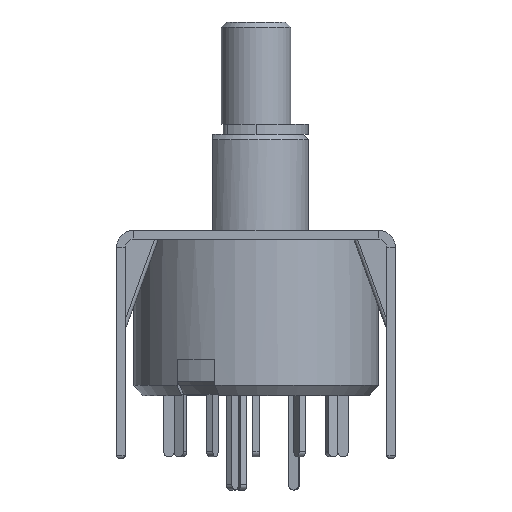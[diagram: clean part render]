
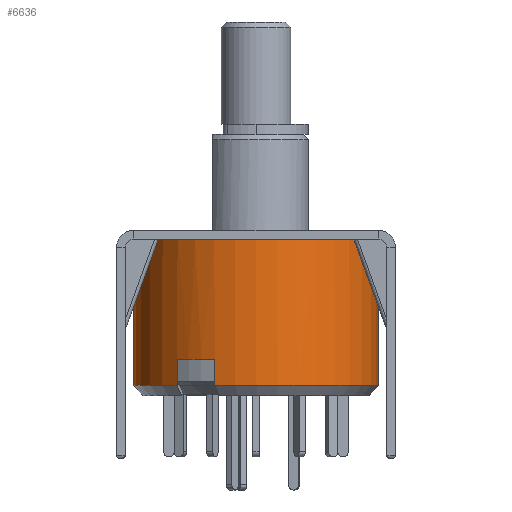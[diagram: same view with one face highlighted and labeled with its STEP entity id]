
A CAD part, front view. The second image highlights one B-rep face of the part: STEP entity #6636.
In plain terms, the highlighted cylindrical face has radius 7 mm (diameter 14 mm), a partial arc.
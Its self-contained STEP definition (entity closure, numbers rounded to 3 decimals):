
#178 = LINE ( 'NONE', #6536, #8319 ) ;
#386 = CARTESIAN_POINT ( 'NONE',  ( 0., 0., 0.95 ) ) ;
#459 = DIRECTION ( 'NONE',  ( 0., 0., -1. ) ) ;
#899 = ORIENTED_EDGE ( 'NONE', *, *, #1321, .F. ) ;
#1026 = ORIENTED_EDGE ( 'NONE', *, *, #8671, .T. ) ;
#1108 = AXIS2_PLACEMENT_3D ( 'NONE', #10910, #459, #13032 ) ;
#1321 = EDGE_CURVE ( 'NONE', #1516, #5018, #4307, .T. ) ;
#1408 = CARTESIAN_POINT ( 'NONE',  ( -7., 0., 9. ) ) ;
#1516 = VERTEX_POINT ( 'NONE', #7907 ) ;
#1718 = CARTESIAN_POINT ( 'NONE',  ( 0., 0., -7.4 ) ) ;
#1812 = CIRCLE ( 'NONE', #12211, 7. ) ;
#2037 = CYLINDRICAL_SURFACE ( 'NONE', #1108, 7. ) ;
#2209 = CARTESIAN_POINT ( 'NONE',  ( -4.526, -5.34, -5.9 ) ) ;
#2351 = VERTEX_POINT ( 'NONE', #10567 ) ;
#2553 = DIRECTION ( 'NONE',  ( 0., 0., -1. ) ) ;
#2708 = CIRCLE ( 'NONE', #4312, 7. ) ;
#2732 = DIRECTION ( 'NONE',  ( -1., 0., 0. ) ) ;
#3002 = DIRECTION ( 'NONE',  ( 0., 0., -1. ) ) ;
#3098 = FACE_OUTER_BOUND ( 'NONE', #10885, .T. ) ;
#3102 = ORIENTED_EDGE ( 'NONE', *, *, #4209, .F. ) ;
#3884 = AXIS2_PLACEMENT_3D ( 'NONE', #1718, #4156, #12198 ) ;
#3949 = ORIENTED_EDGE ( 'NONE', *, *, #6417, .T. ) ;
#4156 = DIRECTION ( 'NONE',  ( 0., 0., -1. ) ) ;
#4209 = EDGE_CURVE ( 'NONE', #5018, #12091, #9463, .T. ) ;
#4307 = LINE ( 'NONE', #5490, #13307 ) ;
#4312 = AXIS2_PLACEMENT_3D ( 'NONE', #386, #6100, #5053 ) ;
#4903 = CARTESIAN_POINT ( 'NONE',  ( -4.526, -5.34, -7.4 ) ) ;
#4982 = DIRECTION ( 'NONE',  ( 0., 0., 1. ) ) ;
#5018 = VERTEX_POINT ( 'NONE', #11670 ) ;
#5053 = DIRECTION ( 'NONE',  ( -1., 0., 0. ) ) ;
#5061 = DIRECTION ( 'NONE',  ( 0., 0., -1. ) ) ;
#5164 = EDGE_CURVE ( 'NONE', #11467, #2351, #7476, .T. ) ;
#5433 = CARTESIAN_POINT ( 'NONE',  ( -7., 0., 0.95 ) ) ;
#5490 = CARTESIAN_POINT ( 'NONE',  ( 7., 0., 9. ) ) ;
#5627 = VECTOR ( 'NONE', #2553, 1000. ) ;
#6100 = DIRECTION ( 'NONE',  ( 0., 0., -1. ) ) ;
#6131 = CARTESIAN_POINT ( 'NONE',  ( -4.526, -5.34, 9. ) ) ;
#6220 = CARTESIAN_POINT ( 'NONE',  ( 0., 0., -5.9 ) ) ;
#6417 = EDGE_CURVE ( 'NONE', #14451, #2351, #8696, .T. ) ;
#6536 = CARTESIAN_POINT ( 'NONE',  ( -2.361, -6.59, 9. ) ) ;
#6636 = ADVANCED_FACE ( 'NONE', ( #3098 ), #2037, .T. ) ;
#6697 = ORIENTED_EDGE ( 'NONE', *, *, #12362, .T. ) ;
#7068 = CARTESIAN_POINT ( 'NONE',  ( -2.361, -6.59, -5.9 ) ) ;
#7284 = DIRECTION ( 'NONE',  ( 0., 0., 1. ) ) ;
#7476 = CIRCLE ( 'NONE', #7490, 7. ) ;
#7490 = AXIS2_PLACEMENT_3D ( 'NONE', #8615, #5061, #14276 ) ;
#7907 = CARTESIAN_POINT ( 'NONE',  ( 7., 0., 0.95 ) ) ;
#7994 = EDGE_CURVE ( 'NONE', #1516, #14451, #2708, .T. ) ;
#8319 = VECTOR ( 'NONE', #12392, 1000. ) ;
#8615 = CARTESIAN_POINT ( 'NONE',  ( 0., 0., -7.4 ) ) ;
#8671 = EDGE_CURVE ( 'NONE', #9267, #10276, #1812, .T. ) ;
#8696 = LINE ( 'NONE', #1408, #5627 ) ;
#9267 = VERTEX_POINT ( 'NONE', #2209 ) ;
#9463 = CIRCLE ( 'NONE', #3884, 7. ) ;
#9763 = EDGE_CURVE ( 'NONE', #11467, #9267, #11661, .T. ) ;
#10276 = VERTEX_POINT ( 'NONE', #7068 ) ;
#10554 = ORIENTED_EDGE ( 'NONE', *, *, #7994, .T. ) ;
#10567 = CARTESIAN_POINT ( 'NONE',  ( -7., 0., -7.4 ) ) ;
#10885 = EDGE_LOOP ( 'NONE', ( #899, #10554, #3949, #14237, #11970, #1026, #6697, #3102 ) ) ;
#10910 = CARTESIAN_POINT ( 'NONE',  ( 0., 0., 9. ) ) ;
#11467 = VERTEX_POINT ( 'NONE', #4903 ) ;
#11661 = LINE ( 'NONE', #6131, #12208 ) ;
#11670 = CARTESIAN_POINT ( 'NONE',  ( 7., 0., -7.4 ) ) ;
#11910 = CARTESIAN_POINT ( 'NONE',  ( -2.361, -6.59, -7.4 ) ) ;
#11970 = ORIENTED_EDGE ( 'NONE', *, *, #9763, .T. ) ;
#12091 = VERTEX_POINT ( 'NONE', #11910 ) ;
#12198 = DIRECTION ( 'NONE',  ( 1., 0., 0. ) ) ;
#12208 = VECTOR ( 'NONE', #4982, 1000. ) ;
#12211 = AXIS2_PLACEMENT_3D ( 'NONE', #6220, #7284, #2732 ) ;
#12362 = EDGE_CURVE ( 'NONE', #10276, #12091, #178, .T. ) ;
#12392 = DIRECTION ( 'NONE',  ( 0., 0., -1. ) ) ;
#13032 = DIRECTION ( 'NONE',  ( -1., 0., 0. ) ) ;
#13307 = VECTOR ( 'NONE', #3002, 1000. ) ;
#14237 = ORIENTED_EDGE ( 'NONE', *, *, #5164, .F. ) ;
#14276 = DIRECTION ( 'NONE',  ( 1., 0., 0. ) ) ;
#14451 = VERTEX_POINT ( 'NONE', #5433 ) ;
